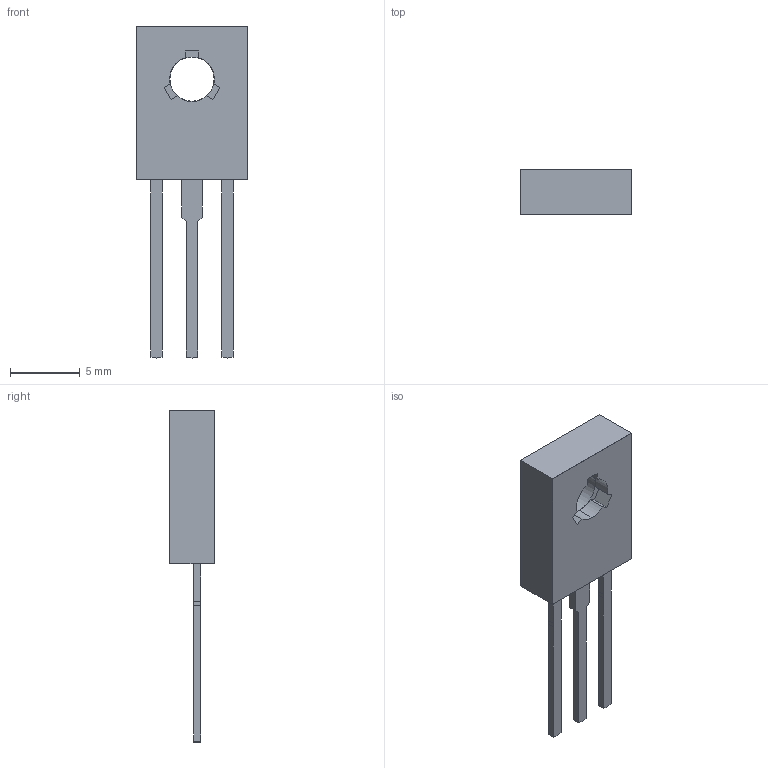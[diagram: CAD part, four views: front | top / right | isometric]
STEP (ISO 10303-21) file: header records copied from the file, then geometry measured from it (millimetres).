
FILE_DESCRIPTION(('FreeCAD Model'),'2;1');
FILE_NAME('TO-126-3_Vertical.step','2018-04-07T21:08:55',('kicad StepUp'),( 'ksu MCAD'),'Open CASCADE STEP processor 6.8','FreeCAD','Unknown');
FILE_SCHEMA(('AUTOMOTIVE_DESIGN_CC2 { 1 2 10303 214 -1 1 5 4 }'));
Length unit declared in the file: millimetre
Products named in the file (1): TO-126-3_Vertical
Bounding box: 8 x 3.25 x 23.75 mm (x, y, z)
Volume: 275 mm3; surface area: 425 mm2
Topology: 1 solids, 1 shells, 66 faces, 180 edges, 120 vertices
Faces by surface type: plane 55, cylinder 11
Full cylindrical faces by diameter (mm): 3.16 x1, 3.2 x1, 4 x1
Entity records: 1496 total; most frequent: ORIENTED_EDGE 278, EDGE_CURVE 180, CARTESIAN_POINT 172, LINE 154, VERTEX_POINT 120, DIRECTION 87, AXIS2_PLACEMENT_3D 73, FACE_BOUND 72
